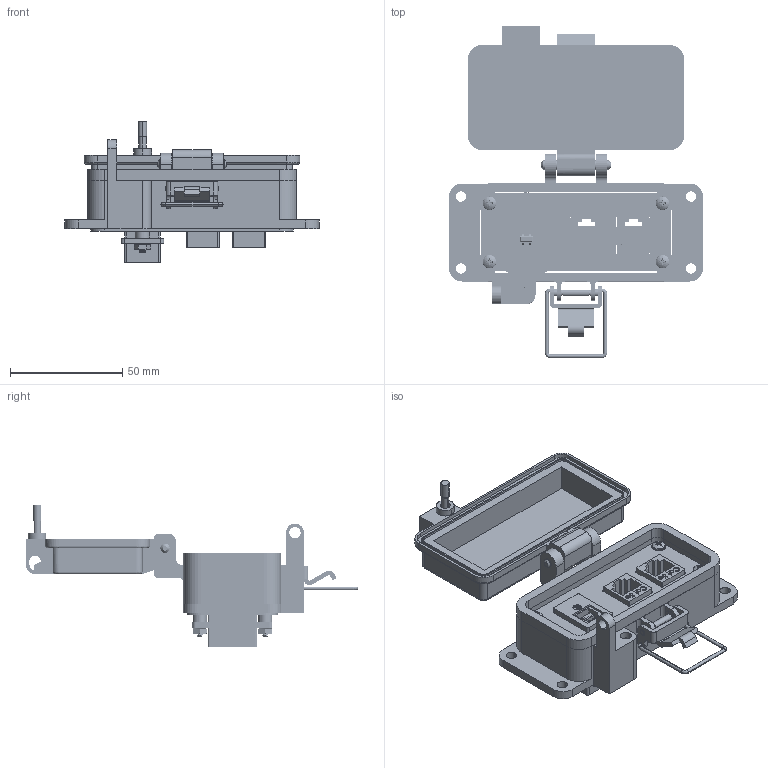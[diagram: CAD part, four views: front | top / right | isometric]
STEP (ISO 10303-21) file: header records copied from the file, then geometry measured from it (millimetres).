
FILE_DESCRIPTION (( 'STEP AP203' ), '1' );
FILE_NAME ('P-Q51R2#2-F2RX_3D.STEP', '2023-01-19T16:21:06', ( '' ), ( '' ), 'SwSTEP 2.0', 'SolidWorks 2021', '' );
FILE_SCHEMA (( 'CONFIG_CONTROL_DESIGN' ));
Length unit declared in the file: millimetre
Products named in the file (15): P-Q51R2#2-F2RX_3D; 92005A124_METRIC PAN HEAD PHILLIPS MACHINE SCREW_92005A124; Z-000-44011_8FH_91771A116; Z-H-F2_B; P-Q51R2#2-F2RX_BP180_1; Z-001-SPR_5_8; Z-002-4401_4HN_90675A005; Z-000-4243316TFP; Z-300-RJ45CAT5; P-Q51R2#2-F2RX_TP060_1; R2; P-Q51R2#2-F2RX_FP060_1; Z-300-USB-AB-FF; -F2; Q51
Assembly tree (23 placements, depth 3):
  P-Q51R2#2-F2RX_3D
    -F2
      Z-H-F2_B
    P-Q51R2#2-F2RX_BP180_1
    P-Q51R2#2-F2RX_FP060_1
    P-Q51R2#2-F2RX_TP060_1
    Z-000-4243316TFP  x3
    R2  x2
      Z-300-RJ45CAT5
    Q51
      Z-300-USB-AB-FF
    Z-001-SPR_5_8  x2
    Z-000-44011_8FH_91771A116  x2
    Z-002-4401_4HN_90675A005  x2
    92005A124_METRIC PAN HEAD PHILLIPS MACHINE SCREW_92005A124  x4
Bounding box: 113 x 147.61 x 63.04 mm (x, y, z)
Volume: 103434.5 mm3; surface area: 80150.5 mm2
Topology: 29 solids, 29 shells, 2959 faces, 8306 edges, 5502 vertices
Faces by surface type: cylinder 1355, plane 1054, bspline 373, cone 153, torus 16, sphere 8
Entity records: 71366 total; most frequent: CARTESIAN_POINT 28874, ORIENTED_EDGE 9476, DIRECTION 7173, EDGE_CURVE 4738, VERTEX_POINT 3139, VECTOR 2619, LINE 2619, AXIS2_PLACEMENT_3D 2277
